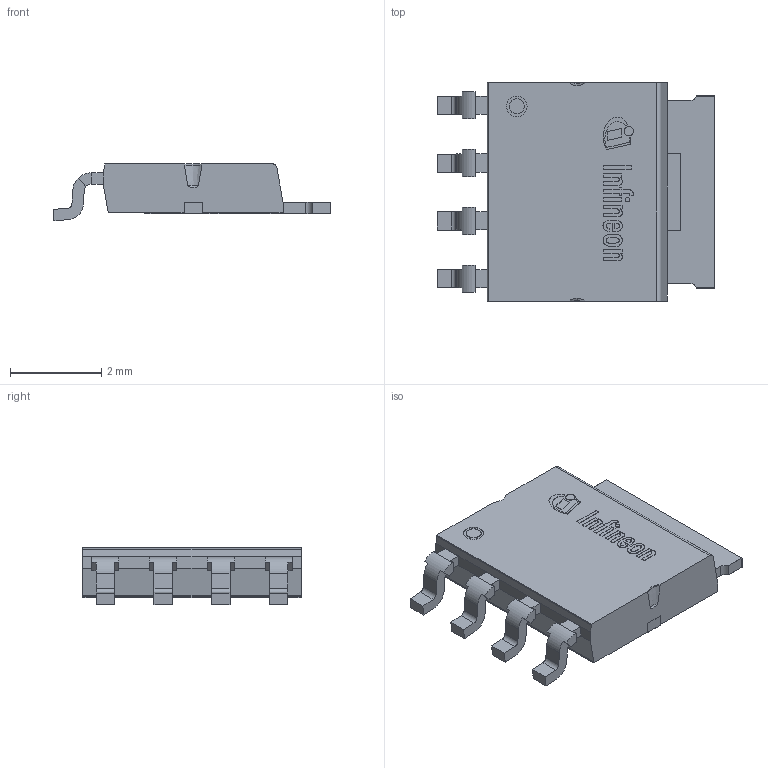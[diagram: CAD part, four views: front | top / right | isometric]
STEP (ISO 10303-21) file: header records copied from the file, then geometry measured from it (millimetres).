
FILE_DESCRIPTION(/* description */ (''),/* implementation_level */ '2;1');
FILE_NAME(/* name */ 'PG-THSOG-4-1_Z8B00234167_V04_3D.stp',/* time_stamp */ '2025-05-30T17:21:05+05:30',/* author */ ('sivamani'),/* organization */ (''),/* preprocessor_version */ 'ST-DEVELOPER v19.2',/* originating_system */ 'AutoCAD Mechanical',/* authorisation */ '');
FILE_SCHEMA (('AUTOMOTIVE_DESIGN { 1 0 10303 214 3 1 1 }'));
Length unit declared in the file: millimetre
Products named in the file (1): Product
Bounding box: 6.1 x 4.8 x 1.26 mm (x, y, z)
Volume: 21.9 mm3; surface area: 110.4 mm2
Topology: 25 solids, 25 shells, 351 faces, 892 edges, 594 vertices
Faces by surface type: plane 274, cylinder 55, bspline 18, torus 2, cone 2
Full cylindrical faces by diameter (mm): 0.1 x1, 0.206 x1, 0.33 x2, 0.45 x2
Entity records: 10790 total; most frequent: CARTESIAN_POINT 2251, ORIENTED_EDGE 1784, DIRECTION 1646, EDGE_CURVE 892, LINE 722, VECTOR 722, VERTEX_POINT 594, AXIS2_PLACEMENT_3D 462
